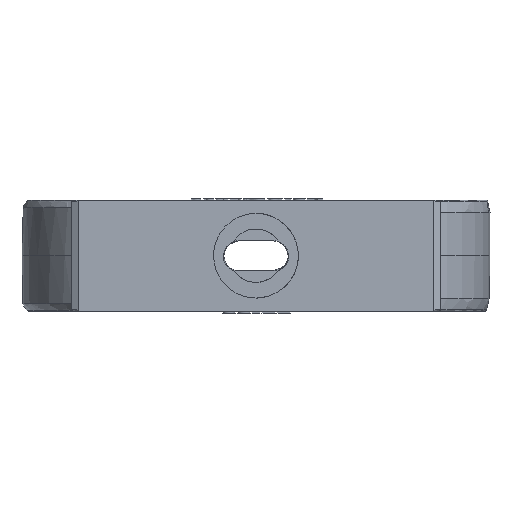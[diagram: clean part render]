
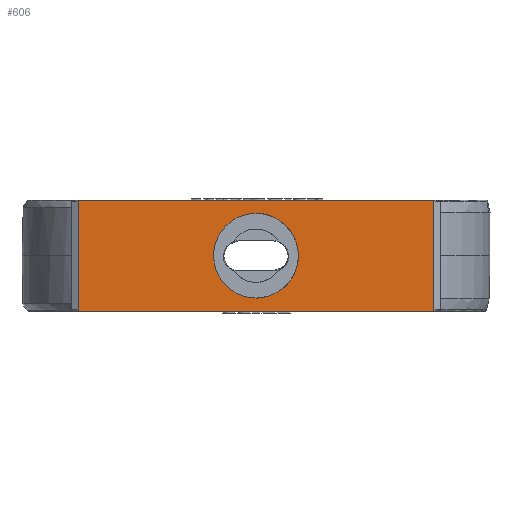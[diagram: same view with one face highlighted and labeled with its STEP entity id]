
A CAD part, front view. The second image highlights one B-rep face of the part: STEP entity #606.
In plain terms, the highlighted planar face has unit normal (0, -1, 0).
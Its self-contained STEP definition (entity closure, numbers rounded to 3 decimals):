
#38=FACE_BOUND('',#1767,.T.);
#606=ADVANCED_FACE('',(#1174,#38),#9404,.T.);
#1174=FACE_OUTER_BOUND('',#1766,.T.);
#1766=EDGE_LOOP('',(#4785,#4786,#4787,#4788,#4789,#4790,#4791,#4792));
#1767=EDGE_LOOP('',(#4793,#4794));
#4785=ORIENTED_EDGE('',*,*,#6274,.T.);
#4786=ORIENTED_EDGE('',*,*,#6310,.T.);
#4787=ORIENTED_EDGE('',*,*,#4806,.T.);
#4788=ORIENTED_EDGE('',*,*,#6245,.T.);
#4789=ORIENTED_EDGE('',*,*,#6182,.T.);
#4790=ORIENTED_EDGE('',*,*,#6330,.F.);
#4791=ORIENTED_EDGE('',*,*,#4936,.T.);
#4792=ORIENTED_EDGE('',*,*,#6329,.T.);
#4793=ORIENTED_EDGE('',*,*,#6014,.T.);
#4794=ORIENTED_EDGE('',*,*,#6049,.T.);
#4806=EDGE_CURVE('',#7889,#7890,#6335,.T.);
#4936=EDGE_CURVE('',#8077,#8078,#7611,.T.);
#6014=EDGE_CURVE('',#8737,#8738,#7765,.T.);
#6049=EDGE_CURVE('',#8738,#8737,#7777,.T.);
#6182=EDGE_CURVE('',#8783,#8784,#7441,.T.);
#6245=EDGE_CURVE('',#7890,#8783,#7846,.T.);
#6274=EDGE_CURVE('',#8818,#8824,#7509,.T.);
#6310=EDGE_CURVE('',#8824,#7889,#7860,.T.);
#6329=EDGE_CURVE('',#8078,#8818,#7865,.T.);
#6330=EDGE_CURVE('',#8077,#8784,#7866,.T.);
#6335=B_SPLINE_CURVE_WITH_KNOTS('',1,(#19366,#19367,#19368,#19369),
 .UNSPECIFIED.,.F.,.F.,(2,1,1,2),(-26.817,0.,0.566,
27.383),.UNSPECIFIED.);
#7441=B_SPLINE_CURVE_WITH_KNOTS('',1,(#27949,#27950),.UNSPECIFIED.,.F.,
 .F.,(2,2),(-18.291,-1.691),.UNSPECIFIED.);
#7509=B_SPLINE_CURVE_WITH_KNOTS('',1,(#28462,#28463),.UNSPECIFIED.,.F.,
 .F.,(2,2),(1.691,18.291),.UNSPECIFIED.);
#7611=(
BOUNDED_CURVE()
B_SPLINE_CURVE(3,(#19999,#20000,#20001,#20002,#20003,#20004,#20005,#20006,
#20007,#20008),.UNSPECIFIED.,.F.,.F.)
B_SPLINE_CURVE_WITH_KNOTS((4,3,3,4),(-126.283,-99.465,
-98.9,-72.083),.UNSPECIFIED.)
CURVE()
GEOMETRIC_REPRESENTATION_ITEM()
RATIONAL_B_SPLINE_CURVE((1.,1.,1.,1.,1.,1.,1.,1.,1.,1.))
REPRESENTATION_ITEM('')
);
#7765=(
BOUNDED_CURVE()
B_SPLINE_CURVE(2,(#26985,#26986,#26987,#26988,#26989),.UNSPECIFIED.,.F.,
 .F.)
B_SPLINE_CURVE_WITH_KNOTS((3,2,3),(-20.42,-10.21,
0.),.UNSPECIFIED.)
CURVE()
GEOMETRIC_REPRESENTATION_ITEM()
RATIONAL_B_SPLINE_CURVE((1.,0.707,1.,0.707,1.))
REPRESENTATION_ITEM('')
);
#7777=(
BOUNDED_CURVE()
B_SPLINE_CURVE(2,(#27180,#27181,#27182,#27183,#27184),.UNSPECIFIED.,.F.,
 .F.)
B_SPLINE_CURVE_WITH_KNOTS((3,2,3),(-20.42,-10.21,
0.),.UNSPECIFIED.)
CURVE()
GEOMETRIC_REPRESENTATION_ITEM()
RATIONAL_B_SPLINE_CURVE((1.,0.707,1.,0.707,1.))
REPRESENTATION_ITEM('')
);
#7846=(
BOUNDED_CURVE()
B_SPLINE_CURVE(2,(#28267,#28268,#28269),.UNSPECIFIED.,.F.,.F.)
B_SPLINE_CURVE_WITH_KNOTS((3,3),(0.,0.314),.UNSPECIFIED.)
CURVE()
GEOMETRIC_REPRESENTATION_ITEM()
RATIONAL_B_SPLINE_CURVE((1.,0.707,1.))
REPRESENTATION_ITEM('')
);
#7860=(
BOUNDED_CURVE()
B_SPLINE_CURVE(2,(#28546,#28547,#28548),.UNSPECIFIED.,.F.,.F.)
B_SPLINE_CURVE_WITH_KNOTS((3,3),(0.,0.314),.UNSPECIFIED.)
CURVE()
GEOMETRIC_REPRESENTATION_ITEM()
RATIONAL_B_SPLINE_CURVE((1.,0.707,1.))
REPRESENTATION_ITEM('')
);
#7865=(
BOUNDED_CURVE()
B_SPLINE_CURVE(2,(#28691,#28692,#28693),.UNSPECIFIED.,.F.,.F.)
B_SPLINE_CURVE_WITH_KNOTS((3,3),(0.,0.314),.UNSPECIFIED.)
CURVE()
GEOMETRIC_REPRESENTATION_ITEM()
RATIONAL_B_SPLINE_CURVE((1.,0.707,1.))
REPRESENTATION_ITEM('')
);
#7866=(
BOUNDED_CURVE()
B_SPLINE_CURVE(2,(#28694,#28695,#28696),.UNSPECIFIED.,.F.,.F.)
B_SPLINE_CURVE_WITH_KNOTS((3,3),(-0.314,0.),.UNSPECIFIED.)
CURVE()
GEOMETRIC_REPRESENTATION_ITEM()
RATIONAL_B_SPLINE_CURVE((1.,0.707,1.))
REPRESENTATION_ITEM('')
);
#7889=VERTEX_POINT('',#18379);
#7890=VERTEX_POINT('',#18380);
#8077=VERTEX_POINT('',#18567);
#8078=VERTEX_POINT('',#18568);
#8737=VERTEX_POINT('',#19227);
#8738=VERTEX_POINT('',#19228);
#8783=VERTEX_POINT('',#19273);
#8784=VERTEX_POINT('',#19274);
#8818=VERTEX_POINT('',#19308);
#8824=VERTEX_POINT('',#19314);
#9404=PLANE('',#9670);
#9670=AXIS2_PLACEMENT_3D('',#18356,#9851,$);
#9851=DIRECTION('',(0.,-1.,0.));
#18356=CARTESIAN_POINT('',(-32.761,-59.1,-10.201));
#18379=CARTESIAN_POINT('',(-27.1,-59.1,-8.5));
#18380=CARTESIAN_POINT('',(27.1,-59.1,-8.5));
#18567=CARTESIAN_POINT('',(27.1,-59.1,8.5));
#18568=CARTESIAN_POINT('',(-27.1,-59.1,8.5));
#19227=CARTESIAN_POINT('',(0.,-59.1,6.5));
#19228=CARTESIAN_POINT('',(0.,-59.1,-6.5));
#19273=CARTESIAN_POINT('',(27.3,-59.1,-8.3));
#19274=CARTESIAN_POINT('',(27.3,-59.1,8.3));
#19308=CARTESIAN_POINT('',(-27.3,-59.1,8.3));
#19314=CARTESIAN_POINT('',(-27.3,-59.1,-8.3));
#19366=CARTESIAN_POINT('',(-27.1,-59.1,-8.5));
#19367=CARTESIAN_POINT('',(-0.283,-59.1,-8.5));
#19368=CARTESIAN_POINT('',(0.283,-59.1,-8.5));
#19369=CARTESIAN_POINT('',(27.1,-59.1,-8.5));
#19999=CARTESIAN_POINT('',(27.1,-59.1,8.5));
#20000=CARTESIAN_POINT('',(18.161,-59.1,8.5));
#20001=CARTESIAN_POINT('',(9.222,-59.1,8.5));
#20002=CARTESIAN_POINT('',(0.283,-59.1,8.5));
#20003=CARTESIAN_POINT('',(0.094,-59.1,8.5));
#20004=CARTESIAN_POINT('',(-0.094,-59.1,8.5));
#20005=CARTESIAN_POINT('',(-0.283,-59.1,8.5));
#20006=CARTESIAN_POINT('',(-9.222,-59.1,8.5));
#20007=CARTESIAN_POINT('',(-18.161,-59.1,8.5));
#20008=CARTESIAN_POINT('',(-27.1,-59.1,8.5));
#26985=CARTESIAN_POINT('',(0.,-59.1,6.5));
#26986=CARTESIAN_POINT('',(6.5,-59.1,6.5));
#26987=CARTESIAN_POINT('',(6.5,-59.1,0.));
#26988=CARTESIAN_POINT('',(6.5,-59.1,-6.5));
#26989=CARTESIAN_POINT('',(0.,-59.1,-6.5));
#27180=CARTESIAN_POINT('',(0.,-59.1,-6.5));
#27181=CARTESIAN_POINT('',(-6.5,-59.1,-6.5));
#27182=CARTESIAN_POINT('',(-6.5,-59.1,0.));
#27183=CARTESIAN_POINT('',(-6.5,-59.1,6.5));
#27184=CARTESIAN_POINT('',(0.,-59.1,6.5));
#27949=CARTESIAN_POINT('',(27.3,-59.1,-8.3));
#27950=CARTESIAN_POINT('',(27.3,-59.1,8.3));
#28267=CARTESIAN_POINT('',(27.1,-59.1,-8.5));
#28268=CARTESIAN_POINT('',(27.3,-59.1,-8.5));
#28269=CARTESIAN_POINT('',(27.3,-59.1,-8.3));
#28462=CARTESIAN_POINT('',(-27.3,-59.1,8.3));
#28463=CARTESIAN_POINT('',(-27.3,-59.1,-8.3));
#28546=CARTESIAN_POINT('',(-27.3,-59.1,-8.3));
#28547=CARTESIAN_POINT('',(-27.3,-59.1,-8.5));
#28548=CARTESIAN_POINT('',(-27.1,-59.1,-8.5));
#28691=CARTESIAN_POINT('',(-27.1,-59.1,8.5));
#28692=CARTESIAN_POINT('',(-27.3,-59.1,8.5));
#28693=CARTESIAN_POINT('',(-27.3,-59.1,8.3));
#28694=CARTESIAN_POINT('',(27.1,-59.1,8.5));
#28695=CARTESIAN_POINT('',(27.3,-59.1,8.5));
#28696=CARTESIAN_POINT('',(27.3,-59.1,8.3));
